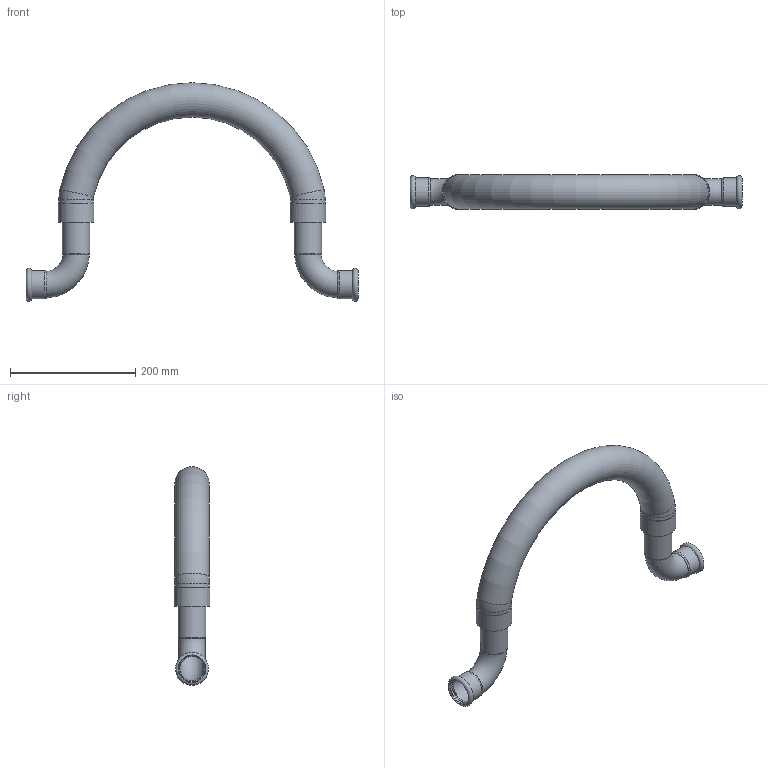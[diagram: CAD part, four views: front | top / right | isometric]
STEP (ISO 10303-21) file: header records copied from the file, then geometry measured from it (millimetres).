
FILE_DESCRIPTION(/* description */ ('Tubo flessibile ad omega DN42'),/* implementation_level */ '2;1');
FILE_NAME(/* name */ '199042001_Inoxpres.stp',/* time_stamp */ '2022-10-12T16:57:30+02:00',/* author */ ('Vault'),/* organization */ ('Raccorderie metalliche s.p.a. '),/* preprocessor_version */ 'ST-DEVELOPER v18.1',/* originating_system */ 'Autodesk Inventor 2020',/* authorisation */ 'Raccorderie metalliche s.p.a. ');
FILE_SCHEMA (('AUTOMOTIVE_DESIGN { 1 0 10303 214 3 1 1 }'));
Length unit declared in the file: millimetre
Products named in the file (1): 199042001_Inoxpres
Bounding box: 530 x 57 x 348.85 mm (x, y, z)
Volume: 718477.6 mm3; surface area: 270602.9 mm2
Topology: 1 solids, 1 shells, 56 faces, 162 edges, 110 vertices
Faces by surface type: torus 24, cylinder 16, cone 10, plane 4, bspline 2
Full cylindrical faces by diameter (mm): 41 x2, 42.4 x2, 42.7 x4, 44 x2, 45.4 x2, 55 x2, 57 x2
Entity records: 2343 total; most frequent: CARTESIAN_POINT 729, DIRECTION 380, ORIENTED_EDGE 324, AXIS2_PLACEMENT_3D 179, EDGE_CURVE 162, CIRCLE 124, VERTEX_POINT 110, EDGE_LOOP 60
